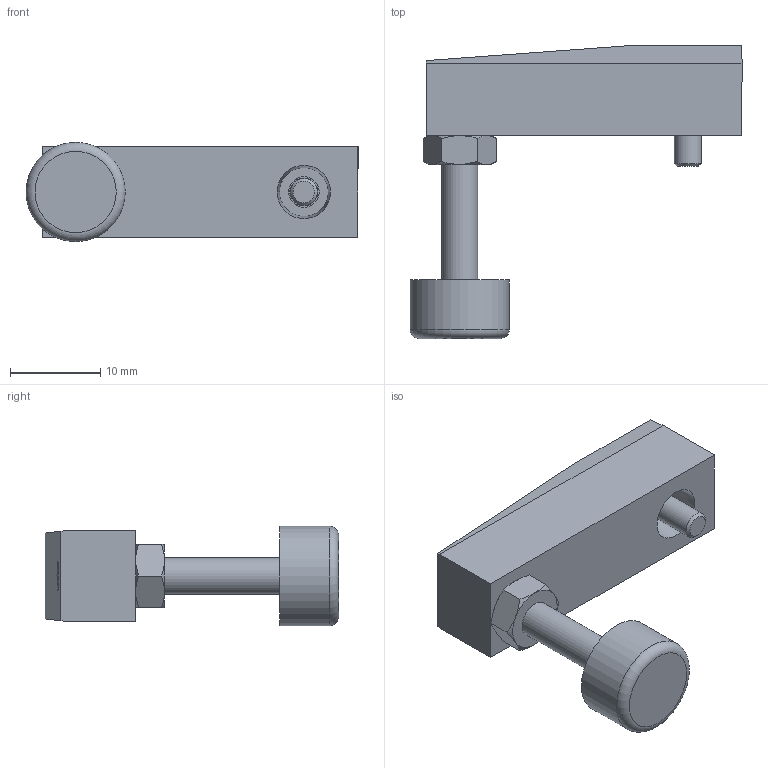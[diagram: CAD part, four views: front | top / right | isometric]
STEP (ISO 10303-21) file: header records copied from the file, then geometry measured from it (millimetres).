
FILE_DESCRIPTION(/* description */ ('STEP AP214'),/* implementation_level */ '2;1');
FILE_NAME(/* name */ '535551_CLR-12-FS',/* time_stamp */ '2024-07-25T14:30:28+02:00',/* author */ ('License CC BY-ND 4.0'),/* organization */ ('CADENAS'),/* preprocessor_version */ 'ST-DEVELOPER v19.3',/* originating_system */ 'PARTsolutions',/* authorisation */ ' ');
FILE_SCHEMA (('AUTOMOTIVE_DESIGN {1 0 10303 214 3 1 1}'));
Length unit declared in the file: millimetre
Products named in the file (5): 535551 CLR-12-FS; 535551 CLR-12-FS---(S); DIN 934 - M4(F); CLR-12-FS---(SPS); DIN-912 - M3x10(F)
Assembly tree (4 placements, depth 2):
  535551 CLR-12-FS
    535551 CLR-12-FS---(S)
    DIN 934 - M4(F)
    CLR-12-FS---(SPS)
    DIN-912 - M3x10(F)
Bounding box: 36.8 x 32.5 x 11 mm (x, y, z)
Volume: 4121.8 mm3; surface area: 2820.9 mm2
Topology: 4 solids, 4 shells, 65 faces, 132 edges, 79 vertices
Faces by surface type: plane 37, cone 19, cylinder 8, torus 1
Full cylindrical faces by diameter (mm): 3 x1, 3.242 x2, 3.4 x1, 4 x1, 5.5 x1, 6.5 x1, 11 x1
Entity records: 1704 total; most frequent: CARTESIAN_POINT 323, DIRECTION 271, ORIENTED_EDGE 212, AXIS2_PLACEMENT_3D 113, EDGE_CURVE 106, FACE_BOUND 97, EDGE_LOOP 96, VERTEX_POINT 75
